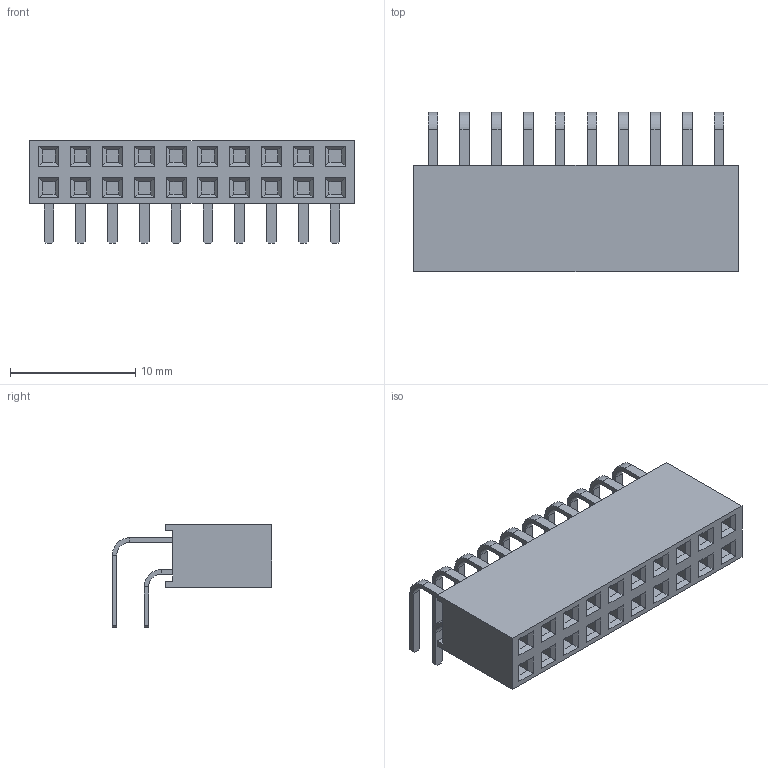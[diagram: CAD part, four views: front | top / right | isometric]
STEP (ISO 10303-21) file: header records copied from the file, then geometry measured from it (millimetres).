
FILE_DESCRIPTION(('FreeCAD Model'),'2;1');
FILE_NAME('Open CASCADE Shape Model','2021-10-21T04:34:50',('Author'),( ''),'Open CASCADE STEP processor 7.5','FreeCAD','Unknown');
FILE_SCHEMA(('AUTOMOTIVE_DESIGN { 1 0 10303 214 1 1 1 1 }'));
Length unit declared in the file: millimetre
Products named in the file (6): A2541HWR_2x10P; Array002; Chamfer002; Array001; Chamfer001; Chamfer
Assembly tree (23 placements, depth 3):
  A2541HWR_2x10P
    Array002
      Chamfer002  x10
    Array001
      Chamfer001  x10
    Chamfer
Bounding box: 25.9 x 12.72 x 8.2 mm (x, y, z)
Volume: 930.9 mm3; surface area: 1791.5 mm2
Topology: 21 solids, 21 shells, 510 faces, 1104 edges, 656 vertices
Faces by surface type: plane 470, cylinder 40
Entity records: 12539 total; most frequent: CARTESIAN_POINT 2060, DIRECTION 1954, LINE 1442, VECTOR 1442, ORIENTED_EDGE 984, PCURVE 984, DEFINITIONAL_REPRESENTATION 984, EDGE_CURVE 492
